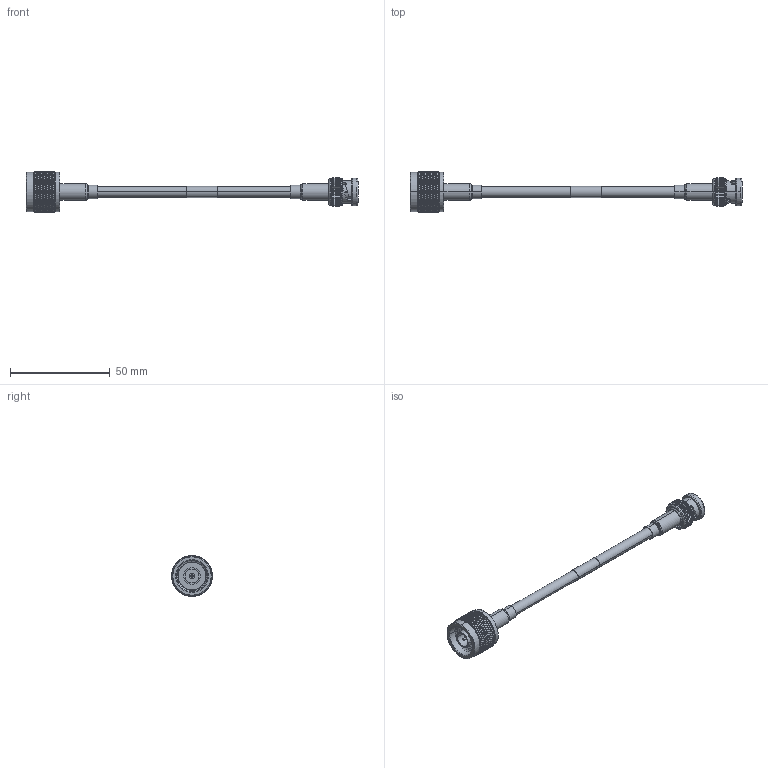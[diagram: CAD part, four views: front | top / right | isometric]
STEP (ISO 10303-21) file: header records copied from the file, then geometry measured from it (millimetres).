
FILE_DESCRIPTION (( 'STEP AP203' ), '1' );
FILE_NAME ('FMCA2682.STEP', '2022-03-09T16:21:25', ( '' ), ( '' ), 'SwSTEP 2.0', 'SolidWorks 2021', '' );
FILE_SCHEMA (( 'CONFIG_CONTROL_DESIGN' ));
Length unit declared in the file: millimetre
Products named in the file (5): FMCN1567; SC4263_SC 4263 -RG223; CA-240-MA1_.75" Long; RG223_with label; FMCA2682
Assembly tree (5 placements, depth 2):
  FMCA2682
    RG223_with label
    FMCN1567
    SC4263_SC 4263 -RG223
    CA-240-MA1_.75" Long  x2
Bounding box: 166.16 x 20.32 x 20.32 mm (x, y, z)
Volume: 8579.3 mm3; surface area: 11015.8 mm2
Topology: 8 solids, 8 shells, 2815 faces, 6071 edges, 3287 vertices
Faces by surface type: bspline 1807, cylinder 621, plane 195, cone 174, torus 18
Entity records: 105735 total; most frequent: CARTESIAN_POINT 65183, ORIENTED_EDGE 12054, EDGE_CURVE 6027, DIRECTION 3734, VERTEX_POINT 3263, EDGE_LOOP 2820, ADVANCED_FACE 2793, FACE_OUTER_BOUND 2793
